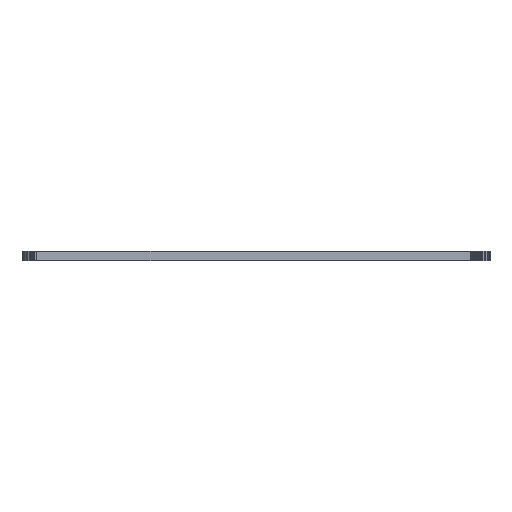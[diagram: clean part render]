
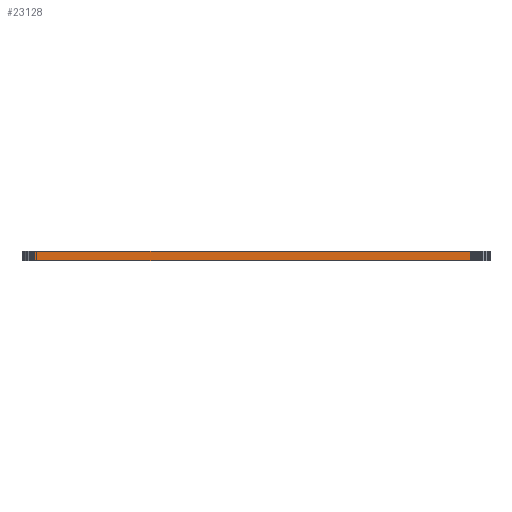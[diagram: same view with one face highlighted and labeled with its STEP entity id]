
A CAD part, front view. The second image highlights one B-rep face of the part: STEP entity #23128.
In plain terms, the highlighted planar face has unit normal (0.001, -1, 0).
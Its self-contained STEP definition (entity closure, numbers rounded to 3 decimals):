
#23072 = VERTEX_POINT('',#23073);
#23073 = CARTESIAN_POINT('',(124.855,-122.901,-1.));
#23079 = EDGE_CURVE('',#23080,#23072,#23082,.T.);
#23080 = VERTEX_POINT('',#23081);
#23081 = CARTESIAN_POINT('',(124.855,-122.901,0.));
#23082 = LINE('',#23083,#23084);
#23083 = CARTESIAN_POINT('',(124.855,-122.901,0.));
#23084 = VECTOR('',#23085,1.);
#23085 = DIRECTION('',(0.,0.,-1.));
#23128 = ADVANCED_FACE('',(#23129),#23154,.T.);
#23129 = FACE_BOUND('',#23130,.T.);
#23130 = EDGE_LOOP('',(#23131,#23132,#23140,#23148));
#23131 = ORIENTED_EDGE('',*,*,#23079,.T.);
#23132 = ORIENTED_EDGE('',*,*,#23133,.T.);
#23133 = EDGE_CURVE('',#23072,#23134,#23136,.T.);
#23134 = VERTEX_POINT('',#23135);
#23135 = CARTESIAN_POINT('',(168.705,-122.875,-1.));
#23136 = LINE('',#23137,#23138);
#23137 = CARTESIAN_POINT('',(124.855,-122.901,-1.));
#23138 = VECTOR('',#23139,1.);
#23139 = DIRECTION('',(1.,0.001,0.));
#23140 = ORIENTED_EDGE('',*,*,#23141,.F.);
#23141 = EDGE_CURVE('',#23142,#23134,#23144,.T.);
#23142 = VERTEX_POINT('',#23143);
#23143 = CARTESIAN_POINT('',(168.705,-122.875,0.));
#23144 = LINE('',#23145,#23146);
#23145 = CARTESIAN_POINT('',(168.705,-122.875,0.));
#23146 = VECTOR('',#23147,1.);
#23147 = DIRECTION('',(0.,0.,-1.));
#23148 = ORIENTED_EDGE('',*,*,#23149,.F.);
#23149 = EDGE_CURVE('',#23080,#23142,#23150,.T.);
#23150 = LINE('',#23151,#23152);
#23151 = CARTESIAN_POINT('',(124.855,-122.901,0.));
#23152 = VECTOR('',#23153,1.);
#23153 = DIRECTION('',(1.,0.001,0.));
#23154 = PLANE('',#23155);
#23155 = AXIS2_PLACEMENT_3D('',#23156,#23157,#23158);
#23156 = CARTESIAN_POINT('',(124.855,-122.901,0.));
#23157 = DIRECTION('',(0.001,-1.,0.));
#23158 = DIRECTION('',(1.,0.001,0.));
